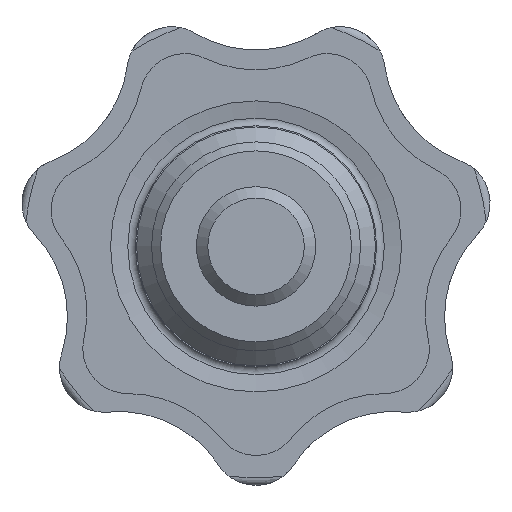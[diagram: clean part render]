
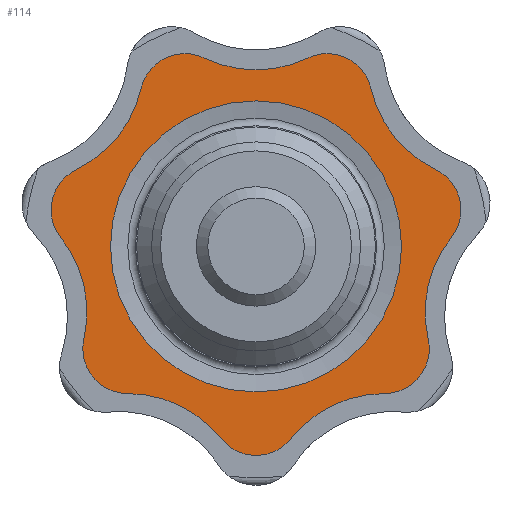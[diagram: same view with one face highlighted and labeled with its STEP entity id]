
A CAD part, front view. The second image highlights one B-rep face of the part: STEP entity #114.
In plain terms, the highlighted planar face has unit normal (0, -1, 0).
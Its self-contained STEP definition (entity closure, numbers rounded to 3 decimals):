
#114 = ADVANCED_FACE( '', ( #255, #256 ), #257, .F. );
#255 = FACE_OUTER_BOUND( '', #426, .T. );
#256 = FACE_BOUND( '', #427, .T. );
#257 = PLANE( '', #428 );
#426 = EDGE_LOOP( '', ( #744, #745, #746, #747, #748, #749, #750, #751, #752, #753, #754, #755, #756, #757 ) );
#427 = EDGE_LOOP( '', ( #758 ) );
#428 = AXIS2_PLACEMENT_3D( '', #759, #760, #761 );
#744 = ORIENTED_EDGE( '', *, *, #1065, .T. );
#745 = ORIENTED_EDGE( '', *, *, #1115, .F. );
#746 = ORIENTED_EDGE( '', *, *, #1051, .T. );
#747 = ORIENTED_EDGE( '', *, *, #1116, .F. );
#748 = ORIENTED_EDGE( '', *, *, #1005, .T. );
#749 = ORIENTED_EDGE( '', *, *, #1106, .F. );
#750 = ORIENTED_EDGE( '', *, *, #1117, .T. );
#751 = ORIENTED_EDGE( '', *, *, #1118, .F. );
#752 = ORIENTED_EDGE( '', *, *, #1109, .T. );
#753 = ORIENTED_EDGE( '', *, *, #1119, .F. );
#754 = ORIENTED_EDGE( '', *, *, #1120, .T. );
#755 = ORIENTED_EDGE( '', *, *, #1121, .F. );
#756 = ORIENTED_EDGE( '', *, *, #991, .T. );
#757 = ORIENTED_EDGE( '', *, *, #1122, .F. );
#758 = ORIENTED_EDGE( '', *, *, #1123, .F. );
#759 = CARTESIAN_POINT( '', ( -13.962, 17., -5.635 ) );
#760 = DIRECTION( '', ( 0., 1., 0. ) );
#761 = DIRECTION( '', ( 0., 0., 1. ) );
#991 = EDGE_CURVE( '', #1175, #1172, #1176, .T. );
#1005 = EDGE_CURVE( '', #1200, #1197, #1201, .T. );
#1051 = EDGE_CURVE( '', #1280, #1277, #1281, .T. );
#1065 = EDGE_CURVE( '', #1304, #1301, #1305, .T. );
#1106 = EDGE_CURVE( '', #1367, #1197, #1369, .T. );
#1109 = EDGE_CURVE( '', #1373, #1371, #1374, .T. );
#1115 = EDGE_CURVE( '', #1280, #1301, #1381, .T. );
#1116 = EDGE_CURVE( '', #1200, #1277, #1382, .T. );
#1117 = EDGE_CURVE( '', #1367, #1383, #1384, .T. );
#1118 = EDGE_CURVE( '', #1373, #1383, #1385, .T. );
#1119 = EDGE_CURVE( '', #1386, #1371, #1387, .T. );
#1120 = EDGE_CURVE( '', #1386, #1388, #1389, .T. );
#1121 = EDGE_CURVE( '', #1175, #1388, #1390, .T. );
#1122 = EDGE_CURVE( '', #1304, #1172, #1391, .T. );
#1123 = EDGE_CURVE( '', #1392, #1392, #1393, .F. );
#1172 = VERTEX_POINT( '', #1449 );
#1175 = VERTEX_POINT( '', #1453 );
#1176 = CIRCLE( '', #1454, 8. );
#1197 = VERTEX_POINT( '', #1521 );
#1200 = VERTEX_POINT( '', #1525 );
#1201 = CIRCLE( '', #1526, 8. );
#1277 = VERTEX_POINT( '', #1941 );
#1280 = VERTEX_POINT( '', #1945 );
#1281 = CIRCLE( '', #1946, 8. );
#1301 = VERTEX_POINT( '', #1999 );
#1304 = VERTEX_POINT( '', #2003 );
#1305 = CIRCLE( '', #2004, 8. );
#1367 = VERTEX_POINT( '', #2083 );
#1369 = CIRCLE( '', #2086, 3. );
#1371 = VERTEX_POINT( '', #2088 );
#1373 = VERTEX_POINT( '', #2091 );
#1374 = CIRCLE( '', #2092, 8. );
#1381 = CIRCLE( '', #2116, 3. );
#1382 = CIRCLE( '', #2117, 3. );
#1383 = VERTEX_POINT( '', #2118 );
#1384 = CIRCLE( '', #2119, 8. );
#1385 = CIRCLE( '', #2120, 3. );
#1386 = VERTEX_POINT( '', #2121 );
#1387 = CIRCLE( '', #2122, 3. );
#1388 = VERTEX_POINT( '', #2123 );
#1389 = CIRCLE( '', #2124, 8. );
#1390 = CIRCLE( '', #2125, 3. );
#1391 = CIRCLE( '', #2126, 3. );
#1392 = VERTEX_POINT( '', #2127 );
#1393 = CIRCLE( '', #2128, 9.747 );
#1449 = CARTESIAN_POINT( '', ( -12.026, 17., 5.151 ) );
#1453 = CARTESIAN_POINT( '', ( -7.698, 17., 10.578 ) );
#1454 = AXIS2_PLACEMENT_3D( '', #2223, #2224, #2225 );
#1521 = CARTESIAN_POINT( '', ( 8.6, 17., -9.858 ) );
#1525 = CARTESIAN_POINT( '', ( 2.345, 17., -12.87 ) );
#1526 = AXIS2_PLACEMENT_3D( '', #2239, #2240, #2241 );
#1941 = CARTESIAN_POINT( '', ( -2.345, 17., -12.87 ) );
#1945 = CARTESIAN_POINT( '', ( -8.6, 17., -9.858 ) );
#1946 = AXIS2_PLACEMENT_3D( '', #2276, #2277, #2278 );
#1999 = CARTESIAN_POINT( '', ( -11.525, 17., -6.191 ) );
#2003 = CARTESIAN_POINT( '', ( -13.07, 17., 0.577 ) );
#2004 = AXIS2_PLACEMENT_3D( '', #2293, #2294, #2295 );
#2083 = CARTESIAN_POINT( '', ( 11.525, 17., -6.191 ) );
#2086 = AXIS2_PLACEMENT_3D( '', #2394, #2395, #2396 );
#2088 = CARTESIAN_POINT( '', ( 7.698, 17., 10.578 ) );
#2091 = CARTESIAN_POINT( '', ( 12.026, 17., 5.151 ) );
#2092 = AXIS2_PLACEMENT_3D( '', #2398, #2399, #2400 );
#2116 = AXIS2_PLACEMENT_3D( '', #2402, #2403, #2404 );
#2117 = AXIS2_PLACEMENT_3D( '', #2405, #2406, #2407 );
#2118 = CARTESIAN_POINT( '', ( 13.07, 17., 0.577 ) );
#2119 = AXIS2_PLACEMENT_3D( '', #2408, #2409, #2410 );
#2120 = AXIS2_PLACEMENT_3D( '', #2411, #2412, #2413 );
#2121 = CARTESIAN_POINT( '', ( 3.471, 17., 12.614 ) );
#2122 = AXIS2_PLACEMENT_3D( '', #2414, #2415, #2416 );
#2123 = CARTESIAN_POINT( '', ( -3.471, 17., 12.614 ) );
#2124 = AXIS2_PLACEMENT_3D( '', #2417, #2418, #2419 );
#2125 = AXIS2_PLACEMENT_3D( '', #2420, #2421, #2422 );
#2126 = AXIS2_PLACEMENT_3D( '', #2423, #2424, #2425 );
#2127 = CARTESIAN_POINT( '', ( 0., 17., 9.747 ) );
#2128 = AXIS2_PLACEMENT_3D( '', #2426, #2427, #2428 );
#2223 = CARTESIAN_POINT( '', ( -15.497, 17., 12.358 ) );
#2224 = DIRECTION( '', ( 0., 1., 0. ) );
#2225 = DIRECTION( '', ( 1., 0., 0. ) );
#2239 = CARTESIAN_POINT( '', ( 8.6, 17., -17.858 ) );
#2240 = DIRECTION( '', ( 0., 1., 0. ) );
#2241 = DIRECTION( '', ( 1., 0., 0. ) );
#2276 = CARTESIAN_POINT( '', ( -8.6, 17., -17.858 ) );
#2277 = DIRECTION( '', ( 0., 1., 0. ) );
#2278 = DIRECTION( '', ( 1., 0., 0. ) );
#2293 = CARTESIAN_POINT( '', ( -19.324, 17., -4.411 ) );
#2294 = DIRECTION( '', ( 0., 1., 0. ) );
#2295 = DIRECTION( '', ( 1., 0., 0. ) );
#2394 = CARTESIAN_POINT( '', ( 8.6, 17., -6.858 ) );
#2395 = DIRECTION( '', ( 0., 1., 0. ) );
#2396 = DIRECTION( '', ( 1., 0., 0. ) );
#2398 = CARTESIAN_POINT( '', ( 15.497, 17., 12.358 ) );
#2399 = DIRECTION( '', ( 0., 1., 0. ) );
#2400 = DIRECTION( '', ( 1., 0., 0. ) );
#2402 = CARTESIAN_POINT( '', ( -8.6, 17., -6.858 ) );
#2403 = DIRECTION( '', ( 0., 1., 0. ) );
#2404 = DIRECTION( '', ( 1., 0., 0. ) );
#2405 = CARTESIAN_POINT( '', ( 0., 17., -11. ) );
#2406 = DIRECTION( '', ( 0., 1., 0. ) );
#2407 = DIRECTION( '', ( 1., 0., 0. ) );
#2408 = CARTESIAN_POINT( '', ( 19.324, 17., -4.411 ) );
#2409 = DIRECTION( '', ( 0., 1., 0. ) );
#2410 = DIRECTION( '', ( 1., 0., 0. ) );
#2411 = CARTESIAN_POINT( '', ( 10.724, 17., 2.448 ) );
#2412 = DIRECTION( '', ( 0., 1., 0. ) );
#2413 = DIRECTION( '', ( 1., 0., 0. ) );
#2414 = CARTESIAN_POINT( '', ( 4.773, 17., 9.911 ) );
#2415 = DIRECTION( '', ( 0., 1., 0. ) );
#2416 = DIRECTION( '', ( 1., 0., 0. ) );
#2417 = CARTESIAN_POINT( '', ( 0., 17., 19.821 ) );
#2418 = DIRECTION( '', ( 0., 1., 0. ) );
#2419 = DIRECTION( '', ( 1., 0., 0. ) );
#2420 = CARTESIAN_POINT( '', ( -4.773, 17., 9.911 ) );
#2421 = DIRECTION( '', ( 0., 1., 0. ) );
#2422 = DIRECTION( '', ( 1., 0., 0. ) );
#2423 = CARTESIAN_POINT( '', ( -10.724, 17., 2.448 ) );
#2424 = DIRECTION( '', ( 0., 1., 0. ) );
#2425 = DIRECTION( '', ( 1., 0., 0. ) );
#2426 = CARTESIAN_POINT( '', ( 0., 17., 0. ) );
#2427 = DIRECTION( '', ( 0., 1., 0. ) );
#2428 = DIRECTION( '', ( 0., 0., 1. ) );
